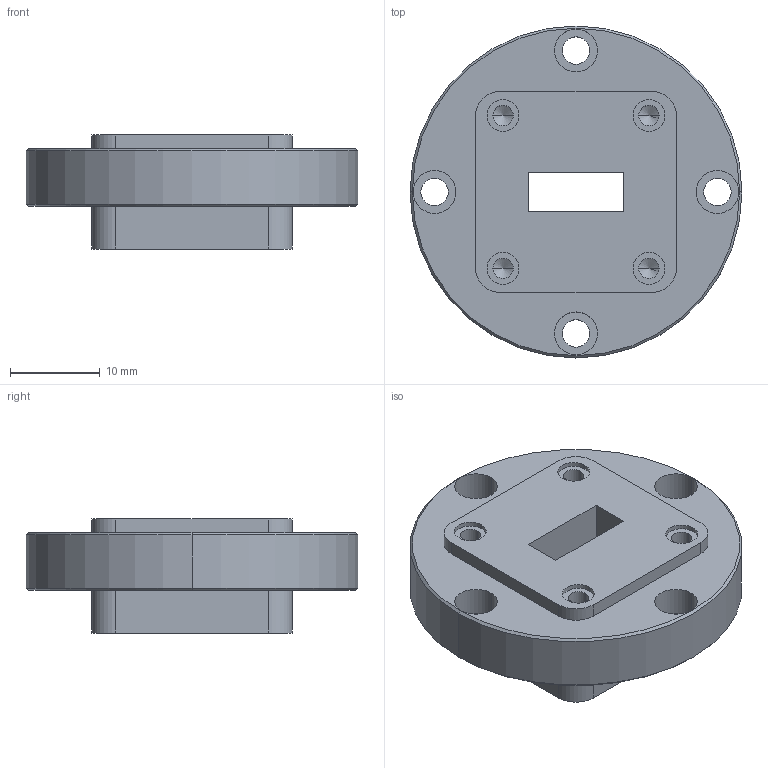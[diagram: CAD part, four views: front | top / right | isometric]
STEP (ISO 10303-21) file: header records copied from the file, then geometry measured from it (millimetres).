
FILE_DESCRIPTION (( 'STEP AP203' ), '1' );
FILE_NAME ('DMWW-42-405-B.STEP', '2016-10-20T01:04:11', ( '' ), ( '' ), 'SwSTEP 2.0', 'SolidWorks 2013', '' );
FILE_SCHEMA (( 'CONFIG_CONTROL_DESIGN' ));
Length unit declared in the file: inch
Products named in the file (1): DMWW-42-405-B
Bounding box: 36.96 x 36.96 x 12.7 mm (x, y, z)
Volume: 8426.6 mm3; surface area: 4600.1 mm2
Topology: 1 solids, 1 shells, 115 faces, 274 edges, 168 vertices
Faces by surface type: cylinder 62, plane 33, cone 20
Entity records: 3343 total; most frequent: DIRECTION 618, CARTESIAN_POINT 542, ORIENTED_EDGE 516, EDGE_CURVE 258, AXIS2_PLACEMENT_3D 244, VERTEX_POINT 168, EDGE_LOOP 148, VECTOR 130
